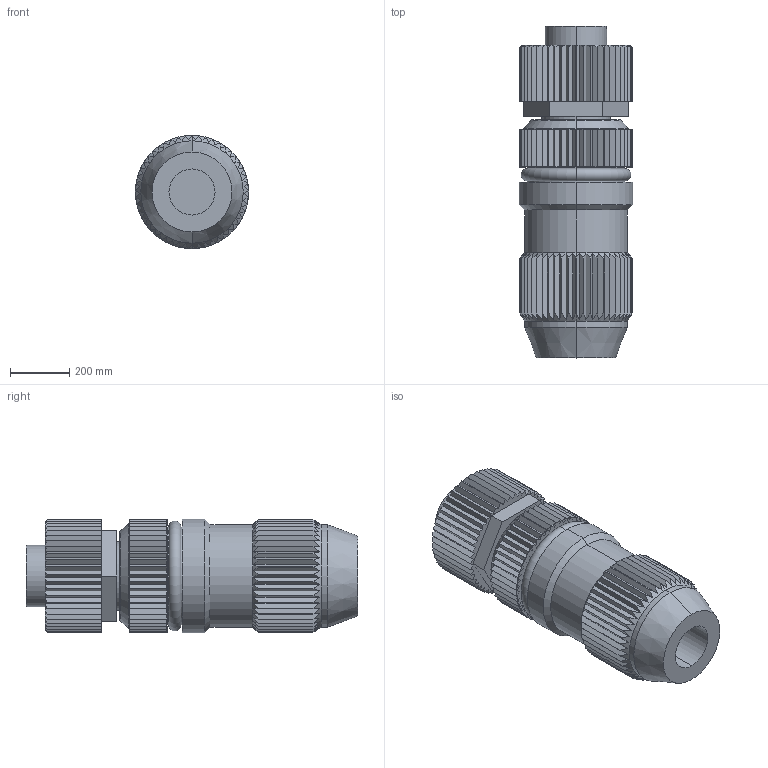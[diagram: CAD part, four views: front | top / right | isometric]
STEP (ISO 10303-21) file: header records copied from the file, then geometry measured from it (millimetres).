
FILE_DESCRIPTION (( 'STEP AP214' ), '1' );
FILE_NAME ('7000-12611-0000000.step', '2016-05-09T18:45:33', ( '' ), ( '' ), 'SwSTEP 2.0', 'SolidWorks 2015', '' );
FILE_SCHEMA (( 'AUTOMOTIVE_DESIGN' ));
Length unit declared in the file: inch
Products named in the file (1): 7000-12611-0000000
Bounding box: 381 x 1117.6 x 381 mm (x, y, z)
Volume: 95540865.8 mm3; surface area: 2440983.4 mm2
Topology: 1 solids, 1 shells, 565 faces, 1630 edges, 1080 vertices
Faces by surface type: plane 369, cylinder 129, cone 63, torus 4
Entity records: 21875 total; most frequent: CARTESIAN_POINT 4158, ORIENTED_EDGE 3260, DIRECTION 2895, EDGE_CURVE 1630, VERTEX_POINT 1080, AXIS2_PLACEMENT_3D 993, LINE 909, VECTOR 909
